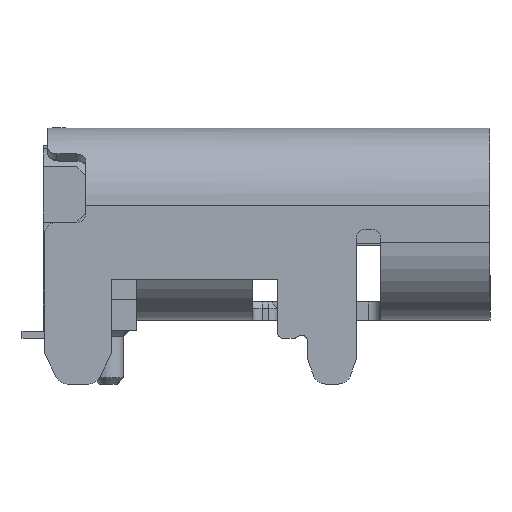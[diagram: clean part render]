
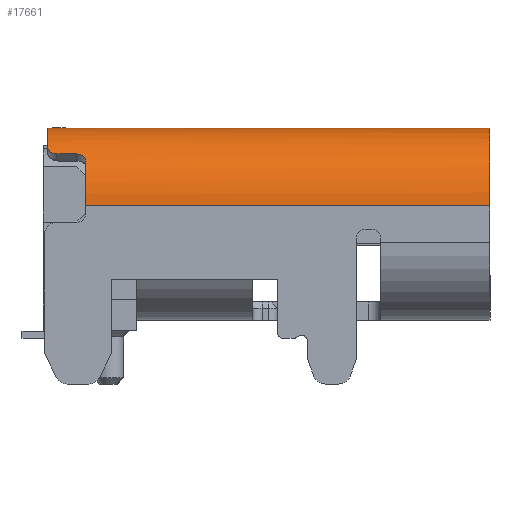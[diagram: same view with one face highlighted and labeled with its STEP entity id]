
A CAD part, left-side view. The second image highlights one B-rep face of the part: STEP entity #17661.
In plain terms, the highlighted cylindrical face has radius 1.28 mm (diameter 2.56 mm), a partial arc.
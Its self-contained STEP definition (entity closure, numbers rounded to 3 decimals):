
#144=B_SPLINE_CURVE_WITH_KNOTS('',3,(#26145,#26146,#26147,#26148,#26149,
#26150,#26151,#26152,#26153,#26154,#26155,#26156),.UNSPECIFIED.,.F.,.F.,
(4,2,2,2,2,4),(0.047,0.052,0.058,
0.064,0.07,0.07),.UNSPECIFIED.);
#145=B_SPLINE_CURVE_WITH_KNOTS('',3,(#26158,#26159,#26160,#26161,#26162,
#26163,#26164,#26165,#26166,#26167),.UNSPECIFIED.,.F.,.F.,(4,2,2,2,4),(0.023,
0.028,0.034,0.04,0.045),
 .UNSPECIFIED.);
#1013=CIRCLE('',#18665,1.28);
#1131=CIRCLE('',#18898,1.28);
#1132=CIRCLE('',#18899,1.28);
#1339=CYLINDRICAL_SURFACE('',#18897,1.28);
#1581=FACE_OUTER_BOUND('',#2511,.T.);
#2511=EDGE_LOOP('',(#12548,#12549,#12550,#12551,#12552,#12553,#12554,#12555));
#3498=LINE('',#25091,#5641);
#3783=LINE('',#26169,#5926);
#3784=LINE('',#26173,#5927);
#5641=VECTOR('',#20309,1000.);
#5926=VECTOR('',#20900,1000.);
#5927=VECTOR('',#20903,1000.);
#7669=VERTEX_POINT('',#24730);
#7670=VERTEX_POINT('',#24731);
#7794=VERTEX_POINT('',#25088);
#7795=VERTEX_POINT('',#25090);
#8117=VERTEX_POINT('',#26134);
#8119=VERTEX_POINT('',#26168);
#8120=VERTEX_POINT('',#26170);
#8121=VERTEX_POINT('',#26172);
#9332=EDGE_CURVE('',#7669,#7670,#1013,.F.);
#9492=EDGE_CURVE('',#7794,#7795,#3498,.T.);
#9874=EDGE_CURVE('',#7795,#8117,#144,.T.);
#9875=EDGE_CURVE('',#7670,#7794,#145,.T.);
#9876=EDGE_CURVE('',#8119,#7669,#3783,.T.);
#9877=EDGE_CURVE('',#8120,#8119,#1131,.T.);
#9878=EDGE_CURVE('',#8121,#8120,#3784,.T.);
#9879=EDGE_CURVE('',#8121,#8117,#1132,.T.);
#12548=ORIENTED_EDGE('',*,*,#9875,.F.);
#12549=ORIENTED_EDGE('',*,*,#9332,.F.);
#12550=ORIENTED_EDGE('',*,*,#9876,.F.);
#12551=ORIENTED_EDGE('',*,*,#9877,.F.);
#12552=ORIENTED_EDGE('',*,*,#9878,.F.);
#12553=ORIENTED_EDGE('',*,*,#9879,.T.);
#12554=ORIENTED_EDGE('',*,*,#9874,.F.);
#12555=ORIENTED_EDGE('',*,*,#9492,.F.);
#17661=ADVANCED_FACE('',(#1581),#1339,.T.);
#18665=AXIS2_PLACEMENT_3D('',#24732,#20038,#20039);
#18897=AXIS2_PLACEMENT_3D('',#26157,#20898,#20899);
#18898=AXIS2_PLACEMENT_3D('',#26171,#20901,#20902);
#18899=AXIS2_PLACEMENT_3D('',#26174,#20904,#20905);
#20038=DIRECTION('center_axis',(0.,0.,1.));
#20039=DIRECTION('ref_axis',(1.,0.,0.));
#20309=DIRECTION('',(0.,0.,-1.));
#20898=DIRECTION('center_axis',(0.,0.,-1.));
#20899=DIRECTION('ref_axis',(-0.707,0.707,0.));
#20900=DIRECTION('',(0.,0.,-1.));
#20901=DIRECTION('center_axis',(0.,0.,1.));
#20902=DIRECTION('ref_axis',(1.,0.,0.));
#20903=DIRECTION('',(0.,0.,1.));
#20904=DIRECTION('center_axis',(0.,0.,1.));
#20905=DIRECTION('ref_axis',(1.,0.,0.));
#24730=CARTESIAN_POINT('',(0.,2.88,-6.65));
#24731=CARTESIAN_POINT('',(0.233,3.616,-6.65));
#24732=CARTESIAN_POINT('Origin',(1.28,2.88,-6.65));
#25088=CARTESIAN_POINT('',(0.327,3.735,-6.8));
#25090=CARTESIAN_POINT('',(0.327,3.735,-7.125));
#25091=CARTESIAN_POINT('',(0.327,3.735,-3.638));
#26134=CARTESIAN_POINT('',(0.439,3.845,-7.275));
#26145=CARTESIAN_POINT('Ctrl Pts',(0.327,3.735,-7.125));
#26146=CARTESIAN_POINT('Ctrl Pts',(0.327,3.735,-7.144));
#26147=CARTESIAN_POINT('Ctrl Pts',(0.33,3.738,-7.164));
#26148=CARTESIAN_POINT('Ctrl Pts',(0.34,3.749,-7.2));
#26149=CARTESIAN_POINT('Ctrl Pts',(0.348,3.758,-7.217));
#26150=CARTESIAN_POINT('Ctrl Pts',(0.368,3.778,-7.244));
#26151=CARTESIAN_POINT('Ctrl Pts',(0.38,3.79,-7.256));
#26152=CARTESIAN_POINT('Ctrl Pts',(0.408,3.818,-7.271));
#26153=CARTESIAN_POINT('Ctrl Pts',(0.424,3.832,-7.275));
#26154=CARTESIAN_POINT('Ctrl Pts',(0.439,3.845,-7.275));
#26155=CARTESIAN_POINT('Ctrl Pts',(0.439,3.845,-7.275));
#26156=CARTESIAN_POINT('Ctrl Pts',(0.439,3.845,-7.275));
#26157=CARTESIAN_POINT('Origin',(1.28,2.88,-7.275));
#26158=CARTESIAN_POINT('Ctrl Pts',(0.233,3.616,-6.65));
#26159=CARTESIAN_POINT('Ctrl Pts',(0.244,3.631,-6.65));
#26160=CARTESIAN_POINT('Ctrl Pts',(0.256,3.648,-6.654));
#26161=CARTESIAN_POINT('Ctrl Pts',(0.279,3.677,-6.669));
#26162=CARTESIAN_POINT('Ctrl Pts',(0.289,3.691,-6.681));
#26163=CARTESIAN_POINT('Ctrl Pts',(0.307,3.711,-6.707));
#26164=CARTESIAN_POINT('Ctrl Pts',(0.314,3.72,-6.724));
#26165=CARTESIAN_POINT('Ctrl Pts',(0.325,3.732,-6.761));
#26166=CARTESIAN_POINT('Ctrl Pts',(0.327,3.735,-6.781));
#26167=CARTESIAN_POINT('Ctrl Pts',(0.327,3.735,-6.8));
#26168=CARTESIAN_POINT('',(0.,2.88,0.));
#26169=CARTESIAN_POINT('',(0.,2.88,-3.638));
#26170=CARTESIAN_POINT('',(1.28,4.16,0.));
#26171=CARTESIAN_POINT('Origin',(1.28,2.88,0.));
#26172=CARTESIAN_POINT('',(1.28,4.16,-7.275));
#26173=CARTESIAN_POINT('',(1.28,4.16,-7.275));
#26174=CARTESIAN_POINT('Origin',(1.28,2.88,-7.275));
